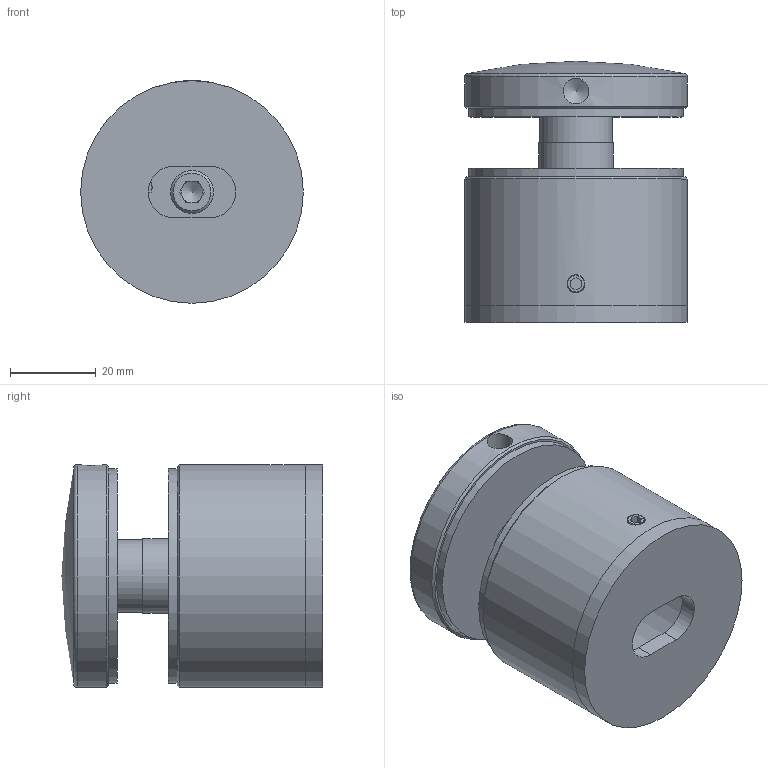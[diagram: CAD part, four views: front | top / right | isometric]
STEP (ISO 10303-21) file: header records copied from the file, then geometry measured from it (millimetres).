
FILE_DESCRIPTION (( 'STEP AP203' ), '1' );
FILE_NAME ('60250-240-9005.step', '2025-04-16T11:10:40', ( '' ), ( '' ), 'SwSTEP 2.0', 'SolidWorks 2018', '' );
FILE_SCHEMA (( 'CONFIG_CONTROL_DESIGN' ));
Length unit declared in the file: millimetre
Products named in the file (9): DIN913_DIN 913 M10x45; DIN914_DIN 914 M5x4; 60250-XXX Teil1_60250-240-9005 Teil1; 60250-XXX Teil3_60250-240-9005 Teil3; 60250-XXX Teil5_60250-XXX Teil5; 60250-240-9005; 60250-XXX Teil2_60250-240-9005 Teil2; 60250-XXX Teil6_60250-XXX Teil6; 60250-XXX Teil4_60250-XXX Teil4
Assembly tree (8 placements, depth 2):
  60250-240-9005
    60250-XXX Teil2_60250-240-9005 Teil2
    60250-XXX Teil1_60250-240-9005 Teil1
    60250-XXX Teil4_60250-XXX Teil4
    60250-XXX Teil5_60250-XXX Teil5
    60250-XXX Teil6_60250-XXX Teil6
    DIN914_DIN 914 M5x4
    DIN913_DIN 913 M10x45
    60250-XXX Teil3_60250-240-9005 Teil3
Bounding box: 52 x 61 x 52 mm (x, y, z)
Volume: 80319.4 mm3; surface area: 38873.1 mm2
Topology: 8 solids, 8 shells, 427 faces, 1071 edges, 706 vertices
Faces by surface type: plane 213, bspline 164, cylinder 26, cone 21, torus 2, sphere 1
Full cylindrical faces by diameter (mm): 4 x2, 4.2 x1, 5 x1, 6 x1, 8.5 x2, 10 x1, 10.5 x2, 14 x2, 17 x1, 17.5 x1, 36 x1, 41 x1, 43.5 x1, 45 x1, 45.5 x1, 50 x2, 52 x3
Entity records: 23349 total; most frequent: CARTESIAN_POINT 13475, ORIENTED_EDGE 2026, DIRECTION 1302, EDGE_CURVE 1013, VERTEX_POINT 695, LINE 610, VECTOR 610, EDGE_LOOP 532
